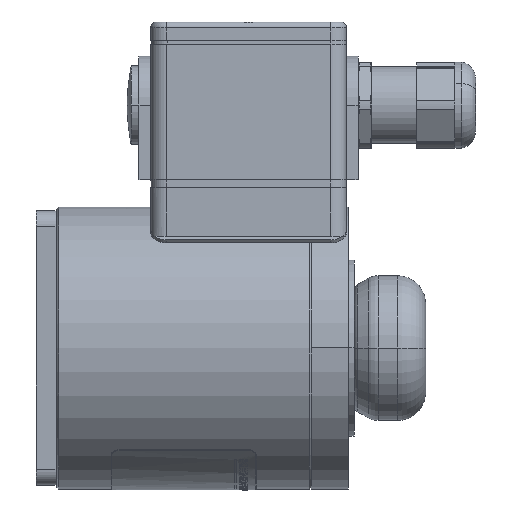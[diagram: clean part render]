
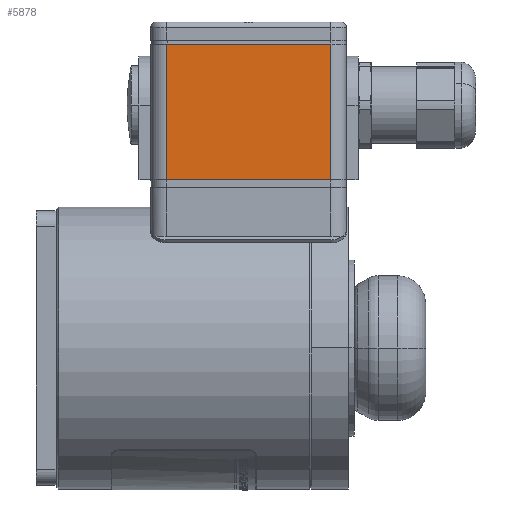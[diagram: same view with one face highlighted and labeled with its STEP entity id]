
A CAD part, top view. The second image highlights one B-rep face of the part: STEP entity #5878.
In plain terms, the highlighted planar face has unit normal (0, 0, 1).
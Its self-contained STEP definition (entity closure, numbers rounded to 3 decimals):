
#1857 = ORIENTED_EDGE ( 'NONE', *, *, #6710, .T. ) ;
#3513 = VERTEX_POINT ( 'NONE', #6658 ) ;
#3742 = VERTEX_POINT ( 'NONE', #6115 ) ;
#5577 = CARTESIAN_POINT ( 'NONE',  ( -78.767, 84.782, 25. ) ) ;
#5878 = ADVANCED_FACE ( 'NONE', ( #18240 ), #9121, .F. ) ;
#6110 = EDGE_CURVE ( 'NONE', #3742, #9897, #7517, .T. ) ;
#6115 = CARTESIAN_POINT ( 'NONE',  ( -74.767, 84.782, 25. ) ) ;
#6658 = CARTESIAN_POINT ( 'NONE',  ( -74.767, 119.382, 25. ) ) ;
#6710 = EDGE_CURVE ( 'NONE', #9897, #7140, #22176, .T. ) ;
#7140 = VERTEX_POINT ( 'NONE', #12747 ) ;
#7517 = LINE ( 'NONE', #5577, #21027 ) ;
#7611 = DIRECTION ( 'NONE',  ( 1., 0., 0. ) ) ;
#8644 = LINE ( 'NONE', #16581, #16836 ) ;
#8957 = CARTESIAN_POINT ( 'NONE',  ( -78.767, 119.382, 25. ) ) ;
#9121 = PLANE ( 'NONE',  #14095 ) ;
#9343 = CARTESIAN_POINT ( 'NONE',  ( -78.767, 119.382, 25. ) ) ;
#9897 = VERTEX_POINT ( 'NONE', #10781 ) ;
#9934 = ORIENTED_EDGE ( 'NONE', *, *, #13943, .T. ) ;
#10781 = CARTESIAN_POINT ( 'NONE',  ( -32.767, 84.782, 25. ) ) ;
#10790 = DIRECTION ( 'NONE',  ( 0., 0., -1. ) ) ;
#12493 = ORIENTED_EDGE ( 'NONE', *, *, #23175, .F. ) ;
#12747 = CARTESIAN_POINT ( 'NONE',  ( -32.767, 119.382, 25. ) ) ;
#12992 = DIRECTION ( 'NONE',  ( 1., 0., 0. ) ) ;
#13218 = DIRECTION ( 'NONE',  ( 0., -1., 0. ) ) ;
#13533 = ORIENTED_EDGE ( 'NONE', *, *, #6110, .T. ) ;
#13943 = EDGE_CURVE ( 'NONE', #3513, #3742, #8644, .T. ) ;
#14095 = AXIS2_PLACEMENT_3D ( 'NONE', #8957, #10790, #14305 ) ;
#14305 = DIRECTION ( 'NONE',  ( -1., 0., 0. ) ) ;
#15065 = EDGE_LOOP ( 'NONE', ( #13533, #1857, #12493, #9934 ) ) ;
#16581 = CARTESIAN_POINT ( 'NONE',  ( -74.767, 119.382, 25. ) ) ;
#16836 = VECTOR ( 'NONE', #13218, 1000. ) ;
#17076 = VECTOR ( 'NONE', #19607, 1000. ) ;
#18240 = FACE_OUTER_BOUND ( 'NONE', #15065, .T. ) ;
#19607 = DIRECTION ( 'NONE',  ( 0., 1., 0. ) ) ;
#21027 = VECTOR ( 'NONE', #12992, 1000. ) ;
#21036 = CARTESIAN_POINT ( 'NONE',  ( -32.767, 119.382, 25. ) ) ;
#21088 = LINE ( 'NONE', #9343, #22535 ) ;
#22176 = LINE ( 'NONE', #21036, #17076 ) ;
#22535 = VECTOR ( 'NONE', #7611, 1000. ) ;
#23175 = EDGE_CURVE ( 'NONE', #3513, #7140, #21088, .T. ) ;
